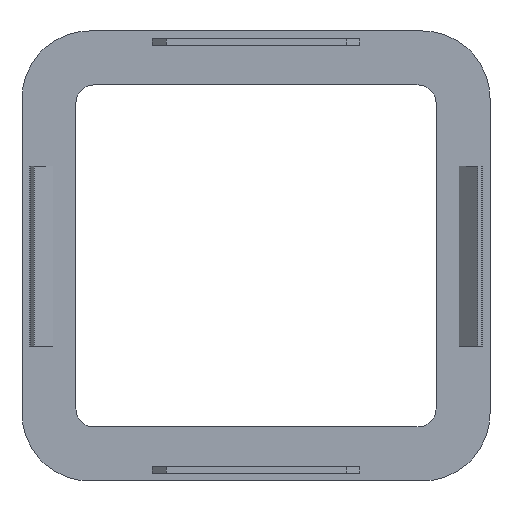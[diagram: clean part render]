
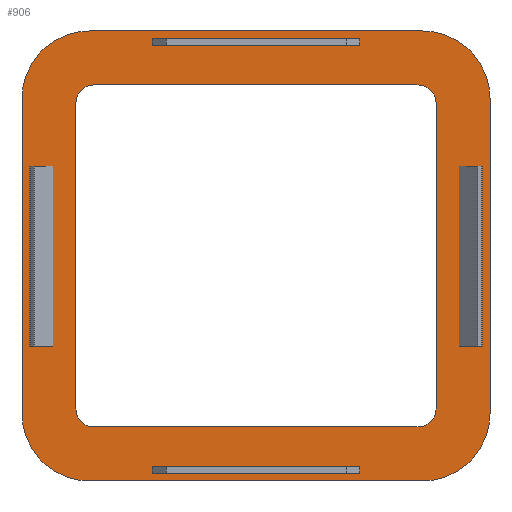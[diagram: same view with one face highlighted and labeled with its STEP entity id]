
A CAD part, front view. The second image highlights one B-rep face of the part: STEP entity #906.
In plain terms, the highlighted planar face has unit normal (0, -1, 0).
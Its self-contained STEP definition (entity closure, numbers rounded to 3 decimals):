
#16=FACE_BOUND('',#154,.T.);
#17=FACE_BOUND('',#155,.T.);
#18=FACE_BOUND('',#156,.T.);
#19=FACE_BOUND('',#157,.T.);
#20=FACE_BOUND('',#158,.T.);
#37=CIRCLE('',#962,4.);
#38=CIRCLE('',#965,4.);
#43=CIRCLE('',#973,4.);
#44=CIRCLE('',#975,4.);
#45=CIRCLE('',#979,15.);
#46=CIRCLE('',#982,15.);
#47=CIRCLE('',#985,15.);
#48=CIRCLE('',#988,15.);
#102=FACE_OUTER_BOUND('',#153,.T.);
#153=EDGE_LOOP('',(#787,#788,#789,#790,#791,#792,#793,#794));
#154=EDGE_LOOP('',(#795,#796,#797,#798));
#155=EDGE_LOOP('',(#799,#800,#801,#802));
#156=EDGE_LOOP('',(#803,#804,#805,#806));
#157=EDGE_LOOP('',(#807,#808,#809,#810));
#158=EDGE_LOOP('',(#811,#812,#813,#814,#815,#816,#817,#818));
#162=LINE('',#1246,#266);
#166=LINE('',#1255,#270);
#170=LINE('',#1264,#274);
#174=LINE('',#1273,#278);
#175=LINE('',#1275,#279);
#177=LINE('',#1278,#281);
#179=LINE('',#1282,#283);
#181=LINE('',#1285,#285);
#192=LINE('',#1309,#296);
#203=LINE('',#1332,#307);
#205=LINE('',#1336,#309);
#207=LINE('',#1340,#311);
#211=LINE('',#1347,#315);
#215=LINE('',#1355,#319);
#216=LINE('',#1358,#320);
#218=LINE('',#1361,#322);
#238=LINE('',#1419,#342);
#241=LINE('',#1427,#345);
#249=LINE('',#1456,#353);
#250=LINE('',#1458,#354);
#253=LINE('',#1467,#357);
#256=LINE('',#1475,#360);
#259=LINE('',#1483,#363);
#262=LINE('',#1490,#366);
#266=VECTOR('',#998,10.);
#270=VECTOR('',#1004,10.);
#274=VECTOR('',#1010,10.);
#278=VECTOR('',#1016,10.);
#279=VECTOR('',#1019,10.);
#281=VECTOR('',#1023,10.);
#283=VECTOR('',#1029,10.);
#285=VECTOR('',#1033,10.);
#296=VECTOR('',#1052,10.);
#307=VECTOR('',#1069,10.);
#309=VECTOR('',#1073,10.);
#311=VECTOR('',#1077,10.);
#315=VECTOR('',#1085,10.);
#319=VECTOR('',#1093,10.);
#320=VECTOR('',#1096,10.);
#322=VECTOR('',#1100,10.);
#342=VECTOR('',#1158,10.);
#345=VECTOR('',#1167,10.);
#353=VECTOR('',#1195,10.);
#354=VECTOR('',#1198,10.);
#357=VECTOR('',#1207,10.);
#360=VECTOR('',#1216,10.);
#363=VECTOR('',#1225,10.);
#366=VECTOR('',#1234,10.);
#367=VERTEX_POINT('',#1239);
#370=VERTEX_POINT('',#1244);
#371=VERTEX_POINT('',#1248);
#374=VERTEX_POINT('',#1253);
#375=VERTEX_POINT('',#1257);
#378=VERTEX_POINT('',#1262);
#379=VERTEX_POINT('',#1266);
#382=VERTEX_POINT('',#1271);
#390=VERTEX_POINT('',#1306);
#391=VERTEX_POINT('',#1308);
#399=VERTEX_POINT('',#1329);
#400=VERTEX_POINT('',#1331);
#401=VERTEX_POINT('',#1335);
#402=VERTEX_POINT('',#1339);
#405=VERTEX_POINT('',#1353);
#406=VERTEX_POINT('',#1357);
#423=VERTEX_POINT('',#1411);
#424=VERTEX_POINT('',#1413);
#425=VERTEX_POINT('',#1417);
#426=VERTEX_POINT('',#1421);
#427=VERTEX_POINT('',#1425);
#436=VERTEX_POINT('',#1446);
#437=VERTEX_POINT('',#1450);
#438=VERTEX_POINT('',#1452);
#439=VERTEX_POINT('',#1460);
#440=VERTEX_POINT('',#1461);
#441=VERTEX_POINT('',#1466);
#442=VERTEX_POINT('',#1470);
#443=VERTEX_POINT('',#1474);
#444=VERTEX_POINT('',#1478);
#445=VERTEX_POINT('',#1482);
#446=VERTEX_POINT('',#1486);
#450=EDGE_CURVE('',#370,#367,#162,.T.);
#454=EDGE_CURVE('',#374,#371,#166,.T.);
#458=EDGE_CURVE('',#378,#375,#170,.T.);
#462=EDGE_CURVE('',#382,#379,#174,.T.);
#463=EDGE_CURVE('',#370,#371,#175,.T.);
#465=EDGE_CURVE('',#374,#367,#177,.T.);
#467=EDGE_CURVE('',#382,#375,#179,.T.);
#469=EDGE_CURVE('',#378,#379,#181,.T.);
#480=EDGE_CURVE('',#391,#390,#192,.T.);
#491=EDGE_CURVE('',#400,#399,#203,.T.);
#493=EDGE_CURVE('',#401,#400,#205,.T.);
#495=EDGE_CURVE('',#399,#402,#207,.T.);
#499=EDGE_CURVE('',#402,#401,#211,.T.);
#503=EDGE_CURVE('',#390,#405,#215,.T.);
#504=EDGE_CURVE('',#406,#391,#216,.T.);
#506=EDGE_CURVE('',#405,#406,#218,.T.);
#532=EDGE_CURVE('',#423,#424,#37,.T.);
#535=EDGE_CURVE('',#425,#423,#238,.T.);
#537=EDGE_CURVE('',#426,#425,#38,.T.);
#539=EDGE_CURVE('',#427,#426,#241,.T.);
#549=EDGE_CURVE('',#436,#427,#43,.T.);
#551=EDGE_CURVE('',#437,#438,#44,.T.);
#553=EDGE_CURVE('',#438,#436,#249,.T.);
#554=EDGE_CURVE('',#424,#437,#250,.T.);
#555=EDGE_CURVE('',#439,#440,#45,.T.);
#558=EDGE_CURVE('',#441,#439,#253,.T.);
#560=EDGE_CURVE('',#442,#441,#46,.T.);
#562=EDGE_CURVE('',#443,#442,#256,.T.);
#564=EDGE_CURVE('',#444,#443,#47,.T.);
#566=EDGE_CURVE('',#445,#444,#259,.T.);
#568=EDGE_CURVE('',#446,#445,#48,.T.);
#570=EDGE_CURVE('',#440,#446,#262,.T.);
#787=ORIENTED_EDGE('',*,*,#570,.F.);
#788=ORIENTED_EDGE('',*,*,#555,.F.);
#789=ORIENTED_EDGE('',*,*,#558,.F.);
#790=ORIENTED_EDGE('',*,*,#560,.F.);
#791=ORIENTED_EDGE('',*,*,#562,.F.);
#792=ORIENTED_EDGE('',*,*,#564,.F.);
#793=ORIENTED_EDGE('',*,*,#566,.F.);
#794=ORIENTED_EDGE('',*,*,#568,.F.);
#795=ORIENTED_EDGE('',*,*,#463,.T.);
#796=ORIENTED_EDGE('',*,*,#454,.F.);
#797=ORIENTED_EDGE('',*,*,#465,.T.);
#798=ORIENTED_EDGE('',*,*,#450,.F.);
#799=ORIENTED_EDGE('',*,*,#469,.T.);
#800=ORIENTED_EDGE('',*,*,#462,.F.);
#801=ORIENTED_EDGE('',*,*,#467,.T.);
#802=ORIENTED_EDGE('',*,*,#458,.F.);
#803=ORIENTED_EDGE('',*,*,#491,.T.);
#804=ORIENTED_EDGE('',*,*,#495,.T.);
#805=ORIENTED_EDGE('',*,*,#499,.T.);
#806=ORIENTED_EDGE('',*,*,#493,.T.);
#807=ORIENTED_EDGE('',*,*,#480,.T.);
#808=ORIENTED_EDGE('',*,*,#503,.T.);
#809=ORIENTED_EDGE('',*,*,#506,.T.);
#810=ORIENTED_EDGE('',*,*,#504,.T.);
#811=ORIENTED_EDGE('',*,*,#532,.F.);
#812=ORIENTED_EDGE('',*,*,#535,.F.);
#813=ORIENTED_EDGE('',*,*,#537,.F.);
#814=ORIENTED_EDGE('',*,*,#539,.F.);
#815=ORIENTED_EDGE('',*,*,#549,.F.);
#816=ORIENTED_EDGE('',*,*,#553,.F.);
#817=ORIENTED_EDGE('',*,*,#551,.F.);
#818=ORIENTED_EDGE('',*,*,#554,.F.);
#856=PLANE('',#990);
#906=ADVANCED_FACE('',(#102,#16,#17,#18,#19,#20),#856,.F.);
#962=AXIS2_PLACEMENT_3D('',#1414,#1152,#1153);
#965=AXIS2_PLACEMENT_3D('',#1423,#1162,#1163);
#973=AXIS2_PLACEMENT_3D('',#1448,#1185,#1186);
#975=AXIS2_PLACEMENT_3D('',#1453,#1190,#1191);
#979=AXIS2_PLACEMENT_3D('',#1462,#1201,#1202);
#982=AXIS2_PLACEMENT_3D('',#1471,#1211,#1212);
#985=AXIS2_PLACEMENT_3D('',#1479,#1220,#1221);
#988=AXIS2_PLACEMENT_3D('',#1487,#1229,#1230);
#990=AXIS2_PLACEMENT_3D('',#1491,#1235,#1236);
#998=DIRECTION('',(0.,0.,-1.));
#1004=DIRECTION('',(0.,0.,1.));
#1010=DIRECTION('',(0.,0.,1.));
#1016=DIRECTION('',(0.,0.,-1.));
#1019=DIRECTION('',(1.,0.,0.));
#1023=DIRECTION('',(-1.,0.,0.));
#1029=DIRECTION('',(1.,0.,0.));
#1033=DIRECTION('',(-1.,0.,0.));
#1052=DIRECTION('',(-1.,0.,0.));
#1069=DIRECTION('',(-1.,0.,0.));
#1073=DIRECTION('',(0.,0.,-1.));
#1077=DIRECTION('',(0.,0.,1.));
#1085=DIRECTION('',(1.,0.,0.));
#1093=DIRECTION('',(0.,0.,1.));
#1096=DIRECTION('',(0.,0.,-1.));
#1100=DIRECTION('',(1.,0.,0.));
#1152=DIRECTION('center_axis',(0.,-1.,0.));
#1153=DIRECTION('ref_axis',(-0.707,0.,-0.707));
#1158=DIRECTION('',(0.,0.,-1.));
#1162=DIRECTION('center_axis',(0.,-1.,0.));
#1163=DIRECTION('ref_axis',(-0.707,0.,0.707));
#1167=DIRECTION('',(-1.,0.,0.));
#1185=DIRECTION('center_axis',(0.,-1.,0.));
#1186=DIRECTION('ref_axis',(0.707,0.,0.707));
#1190=DIRECTION('center_axis',(0.,-1.,0.));
#1191=DIRECTION('ref_axis',(0.707,0.,-0.707));
#1195=DIRECTION('',(0.,0.,1.));
#1198=DIRECTION('',(1.,0.,0.));
#1201=DIRECTION('center_axis',(0.,1.,0.));
#1202=DIRECTION('ref_axis',(0.,0.,1.));
#1207=DIRECTION('',(1.,0.,0.));
#1211=DIRECTION('center_axis',(0.,1.,0.));
#1212=DIRECTION('ref_axis',(-1.,0.,0.));
#1216=DIRECTION('',(0.,0.,1.));
#1220=DIRECTION('center_axis',(0.,1.,0.));
#1221=DIRECTION('ref_axis',(0.,0.,
-1.));
#1225=DIRECTION('',(-1.,0.,0.));
#1229=DIRECTION('center_axis',(0.,1.,0.));
#1230=DIRECTION('ref_axis',(1.,0.,0.));
#1234=DIRECTION('',(0.,0.,-1.));
#1235=DIRECTION('center_axis',(0.,1.,0.));
#1236=DIRECTION('ref_axis',(-1.,0.,0.));
#1239=CARTESIAN_POINT('',(-23.,80.,1.7));
#1244=CARTESIAN_POINT('',(-23.,80.,3.2));
#1246=CARTESIAN_POINT('',(-23.,80.,26.6));
#1248=CARTESIAN_POINT('',(23.,80.,3.2));
#1253=CARTESIAN_POINT('',(23.,80.,1.7));
#1255=CARTESIAN_POINT('',(23.,80.,25.85));
#1257=CARTESIAN_POINT('',(23.,80.,98.3));
#1262=CARTESIAN_POINT('',(23.,80.,96.8));
#1264=CARTESIAN_POINT('',(23.,80.,73.4));
#1266=CARTESIAN_POINT('',(-23.,80.,96.8));
#1271=CARTESIAN_POINT('',(-23.,80.,98.3));
#1273=CARTESIAN_POINT('',(-23.,80.,74.15));
#1275=CARTESIAN_POINT('',(10.,80.,3.2));
#1278=CARTESIAN_POINT('',(-10.,80.,1.7));
#1282=CARTESIAN_POINT('',(10.,80.,98.3));
#1285=CARTESIAN_POINT('',(-10.,80.,96.8));
#1306=CARTESIAN_POINT('',(-50.3,80.,30.));
#1308=CARTESIAN_POINT('',(-45.179,80.,30.));
#1309=CARTESIAN_POINT('',(-23.87,80.,30.));
#1329=CARTESIAN_POINT('',(45.179,80.,30.));
#1331=CARTESIAN_POINT('',(50.3,80.,30.));
#1332=CARTESIAN_POINT('',(23.87,80.,30.));
#1335=CARTESIAN_POINT('',(50.3,80.,70.));
#1336=CARTESIAN_POINT('',(50.3,80.,50.));
#1339=CARTESIAN_POINT('',(45.179,80.,70.));
#1340=CARTESIAN_POINT('',(45.179,80.,50.));
#1347=CARTESIAN_POINT('',(23.87,80.,70.));
#1353=CARTESIAN_POINT('',(-50.3,80.,70.));
#1355=CARTESIAN_POINT('',(-50.3,80.,50.));
#1357=CARTESIAN_POINT('',(-45.179,80.,70.));
#1358=CARTESIAN_POINT('',(-45.179,80.,50.));
#1361=CARTESIAN_POINT('',(-23.87,80.,70.));
#1411=CARTESIAN_POINT('',(-40.,80.,16.));
#1413=CARTESIAN_POINT('',(-36.,80.,12.));
#1414=CARTESIAN_POINT('Origin',(-36.,80.,16.));
#1417=CARTESIAN_POINT('',(-40.,80.,84.));
#1419=CARTESIAN_POINT('',(-40.,80.,88.));
#1421=CARTESIAN_POINT('',(-36.,80.,88.));
#1423=CARTESIAN_POINT('Origin',(-36.,80.,84.));
#1425=CARTESIAN_POINT('',(36.,80.,88.));
#1427=CARTESIAN_POINT('',(40.,80.,88.));
#1446=CARTESIAN_POINT('',(40.,80.,84.));
#1448=CARTESIAN_POINT('Origin',(36.,80.,84.));
#1450=CARTESIAN_POINT('',(36.,80.,12.));
#1452=CARTESIAN_POINT('',(40.,80.,16.));
#1453=CARTESIAN_POINT('Origin',(36.,80.,16.));
#1456=CARTESIAN_POINT('',(40.,80.,12.));
#1458=CARTESIAN_POINT('',(-40.,80.,12.));
#1460=CARTESIAN_POINT('',(37.,80.,100.));
#1461=CARTESIAN_POINT('',(52.,80.,85.));
#1462=CARTESIAN_POINT('Origin',(37.,80.,85.));
#1466=CARTESIAN_POINT('',(-37.,80.,100.));
#1467=CARTESIAN_POINT('',(-37.,80.,100.));
#1470=CARTESIAN_POINT('',(-52.,80.,85.));
#1471=CARTESIAN_POINT('Origin',(-37.,80.,85.));
#1474=CARTESIAN_POINT('',(-52.,80.,15.));
#1475=CARTESIAN_POINT('',(-52.,80.,15.));
#1478=CARTESIAN_POINT('',(-37.,80.,0.));
#1479=CARTESIAN_POINT('Origin',(-37.,80.,15.));
#1482=CARTESIAN_POINT('',(37.,80.,0.));
#1483=CARTESIAN_POINT('',(37.,80.,0.));
#1486=CARTESIAN_POINT('',(52.,80.,15.));
#1487=CARTESIAN_POINT('Origin',(37.,80.,15.));
#1490=CARTESIAN_POINT('',(52.,80.,85.));
#1491=CARTESIAN_POINT('Origin',(0.,80.,50.));
